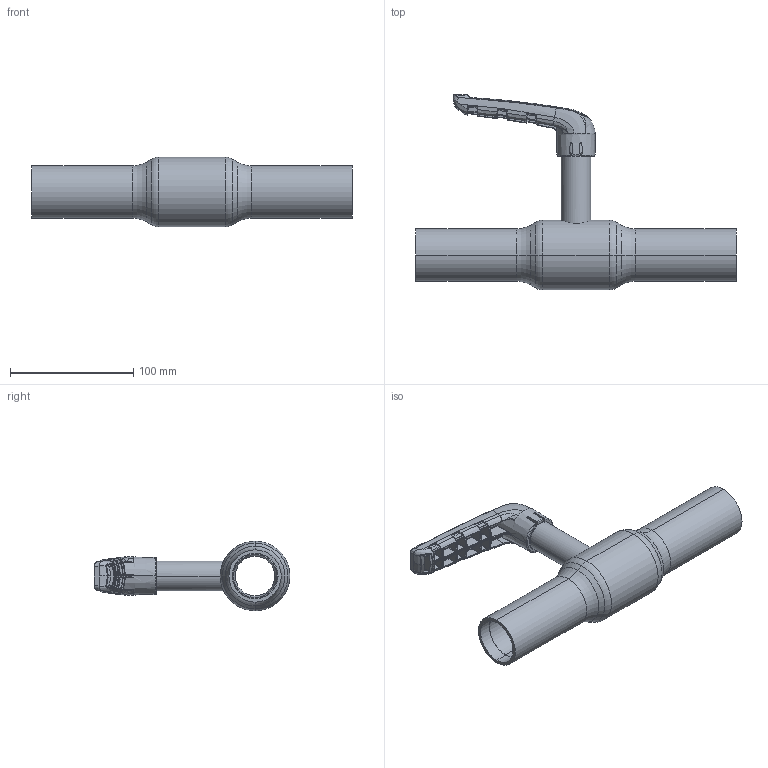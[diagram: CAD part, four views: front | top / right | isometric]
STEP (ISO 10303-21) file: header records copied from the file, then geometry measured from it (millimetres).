
FILE_DESCRIPTION (( 'STEP AP214' ), '1' );
FILE_NAME ('1032003001-2101.STEP', '2018-05-16T12:31:10', ( '' ), ( '' ), 'SwSTEP 2.0', 'SolidWorks 2017', '' );
FILE_SCHEMA (( 'AUTOMOTIVE_DESIGN' ));
Length unit declared in the file: millimetre
Products named in the file (17): 1032003001-2_002 Finished - OPEN; 9032020001; 9032000101_Inserted; 9032500002_9032500002-Black; 9032180001; 9032520000_9032520000-Red; 9032000107_Open; 9032013000_005 Endfinishing; 9032170000; 92A5014; 9032003009_007 Finished - OPEN; 9032520001; 9032140000; 9032090000_Uden snap; 9032050001_Uden snap; 9032130000_20) Pipe assembly; 1032003001-2101
Assembly tree (20 placements, depth 5):
  1032003001-2101
    1032003001-2_002 Finished - OPEN
      9032003009_007 Finished - OPEN
        9032020001
        9032000101_Inserted  x2
          9032130000_20) Pipe assembly
          9032140000
        9032013000_005 Endfinishing
        9032000107_Open
          9032090000_Uden snap
          92A5014  x2
          9032170000
          9032180001  x3
          9032050001_Uden snap
    9032500002_9032500002-Black
    9032520001
      9032520000_9032520000-Red
Bounding box: 260 x 158.81 x 56.5 mm (x, y, z)
Volume: 201256.6 mm3; surface area: 152124.9 mm2
Topology: 17 solids, 17 shells, 1873 faces, 4529 edges, 2677 vertices
Faces by surface type: bspline 1016, plane 329, cylinder 251, cone 113, torus 95, sphere 69
Entity records: 92092 total; most frequent: CARTESIAN_POINT 57758, ORIENTED_EDGE 8606, DIRECTION 4642, EDGE_CURVE 4303, VERTEX_POINT 2555, B_SPLINE_CURVE_WITH_KNOTS 2333, AXIS2_PLACEMENT_3D 1913, EDGE_LOOP 1842
